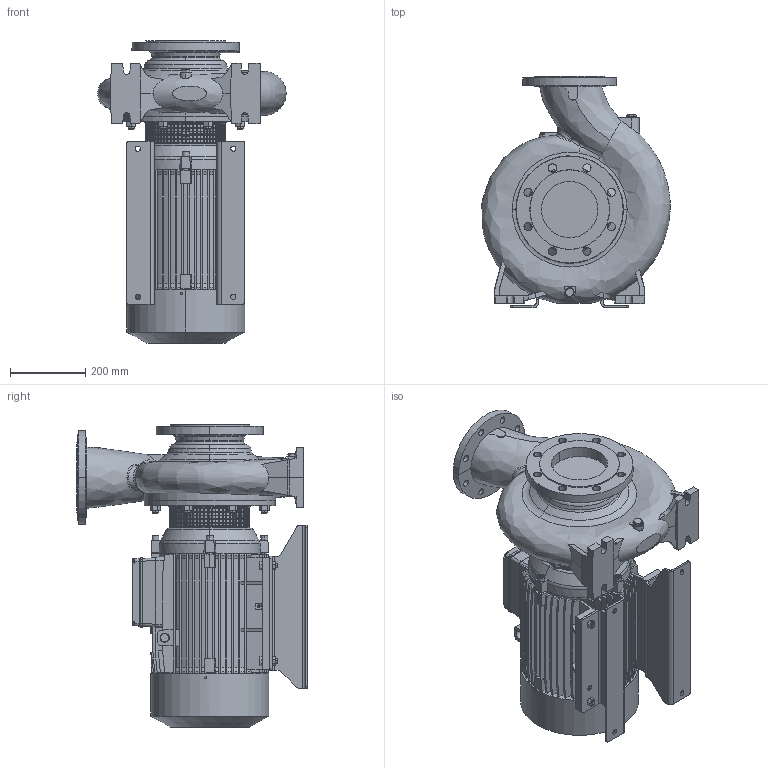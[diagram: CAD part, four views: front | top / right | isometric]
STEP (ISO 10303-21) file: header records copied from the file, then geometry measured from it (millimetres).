
FILE_DESCRIPTION (( 'STEP AP214' ), '1' );
FILE_NAME ('4_93_493_38_REV01.step', '2022-03-31T07:24:15', ( '' ), ( '' ), 'SwSTEP 2.0', 'SolidWorks 2020', '' );
FILE_SCHEMA (( 'AUTOMOTIVE_DESIGN' ));
Length unit declared in the file: millimetre
Products named in the file (2): Copia di 4_93_493_38_REV01^4_93_493_38_REV01; 4_93_493_38_REV01
Assembly tree (1 placements, depth 2):
  4_93_493_38_REV01
    Copia di 4_93_493_38_REV01^4_93_493_38_REV01
Bounding box: 502.17 x 615 x 805 mm (x, y, z)
Volume: 68152378 mm3; surface area: 3461447.9 mm2
Topology: 39 solids, 39 shells, 4898 faces, 13605 edges, 8936 vertices
Faces by surface type: plane 2736, bspline 1165, cylinder 541, cone 422, torus 26, sphere 8
Entity records: 222171 total; most frequent: CARTESIAN_POINT 100626, ORIENTED_EDGE 27208, DIRECTION 21448, EDGE_CURVE 13604, VERTEX_POINT 8936, LINE 8360, VECTOR 8360, AXIS2_PLACEMENT_3D 6544
